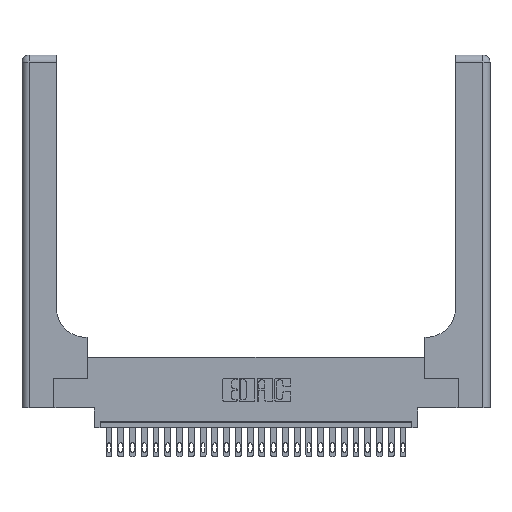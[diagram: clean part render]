
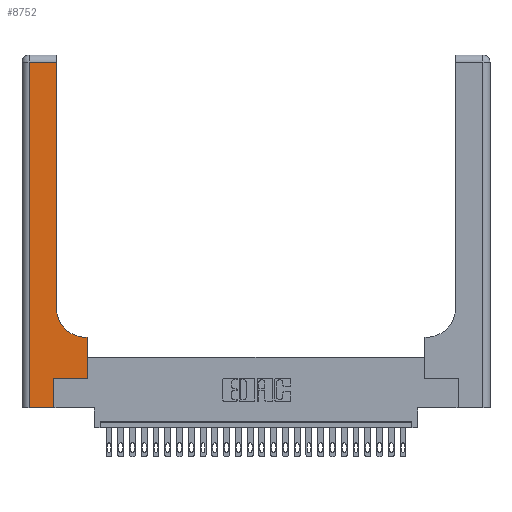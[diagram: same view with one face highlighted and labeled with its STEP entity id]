
A CAD part, top view. The second image highlights one B-rep face of the part: STEP entity #8752.
In plain terms, the highlighted planar face has unit normal (0, 0, 1).
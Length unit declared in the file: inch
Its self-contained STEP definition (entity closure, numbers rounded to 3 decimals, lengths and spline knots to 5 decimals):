
#86 = LINE ( 'NONE', #16053, #4996 ) ;
#173 = DIRECTION ( 'NONE',  ( -1., 0., 0. ) ) ;
#199 = LINE ( 'NONE', #14543, #26224 ) ;
#1242 = CARTESIAN_POINT ( 'NONE',  ( 0.06, 0., 0.37 ) ) ;
#2085 = CARTESIAN_POINT ( 'NONE',  ( 0.2915, 0.6, 0.37 ) ) ;
#2708 = EDGE_CURVE ( 'NONE', #13903, #9212, #4540, .T. ) ;
#2716 = EDGE_LOOP ( 'NONE', ( #14471, #18081, #7548, #8191, #25334, #15373, #8358, #22670, #16550 ) ) ;
#2838 = VECTOR ( 'NONE', #16685, 39.37008 ) ;
#2854 = LINE ( 'NONE', #5901, #22347 ) ;
#3044 = CARTESIAN_POINT ( 'NONE',  ( 0.269, 0., 0.37 ) ) ;
#4154 = DIRECTION ( 'NONE',  ( 0., 1., 0. ) ) ;
#4475 = PLANE ( 'NONE',  #13364 ) ;
#4540 = CIRCLE ( 'NONE', #25108, 0.25 ) ;
#4996 = VECTOR ( 'NONE', #16236, 39.37008 ) ;
#5901 = CARTESIAN_POINT ( 'NONE',  ( 0.06, 3., 0.37 ) ) ;
#6170 = DIRECTION ( 'NONE',  ( 0., 1., 0. ) ) ;
#6500 = CARTESIAN_POINT ( 'NONE',  ( 0.2915, 3., 0.37 ) ) ;
#7368 = EDGE_CURVE ( 'NONE', #12105, #17051, #8557, .T. ) ;
#7548 = ORIENTED_EDGE ( 'NONE', *, *, #12247, .T. ) ;
#7979 = DIRECTION ( 'NONE',  ( -1., 0., 0. ) ) ;
#8191 = ORIENTED_EDGE ( 'NONE', *, *, #23574, .T. ) ;
#8358 = ORIENTED_EDGE ( 'NONE', *, *, #7368, .T. ) ;
#8557 = LINE ( 'NONE', #23018, #9840 ) ;
#8752 = ADVANCED_FACE ( 'NONE', ( #17606 ), #4475, .F. ) ;
#8976 = DIRECTION ( 'NONE',  ( 0., 0., -1. ) ) ;
#9212 = VERTEX_POINT ( 'NONE', #10575 ) ;
#9840 = VECTOR ( 'NONE', #6170, 39.37008 ) ;
#9962 = EDGE_CURVE ( 'NONE', #18397, #12105, #23159, .T. ) ;
#10327 = CARTESIAN_POINT ( 'NONE',  ( 0.2915, 2.94, 0.37 ) ) ;
#10422 = DIRECTION ( 'NONE',  ( 1., 0., 0. ) ) ;
#10575 = CARTESIAN_POINT ( 'NONE',  ( 0.2915, 0.85, 0.37 ) ) ;
#11109 = CARTESIAN_POINT ( 'NONE',  ( 0.5415, 0.6, 0.37 ) ) ;
#11689 = CARTESIAN_POINT ( 'NONE',  ( 0.5585, 0.6, 0.37 ) ) ;
#11919 = EDGE_CURVE ( 'NONE', #9212, #12635, #25332, .T. ) ;
#12003 = CARTESIAN_POINT ( 'NONE',  ( 0., 2.94, 0.37 ) ) ;
#12021 = CARTESIAN_POINT ( 'NONE',  ( 0.269, 0.25, 0.37 ) ) ;
#12105 = VERTEX_POINT ( 'NONE', #19955 ) ;
#12247 = EDGE_CURVE ( 'NONE', #16779, #14834, #2854, .T. ) ;
#12635 = VERTEX_POINT ( 'NONE', #10327 ) ;
#12987 = CARTESIAN_POINT ( 'NONE',  ( 0.06, 2.94, 0.37 ) ) ;
#13364 = AXIS2_PLACEMENT_3D ( 'NONE', #19075, #21142, #173 ) ;
#13794 = EDGE_CURVE ( 'NONE', #12635, #16779, #21345, .T. ) ;
#13903 = VERTEX_POINT ( 'NONE', #11109 ) ;
#14471 = ORIENTED_EDGE ( 'NONE', *, *, #11919, .T. ) ;
#14543 = CARTESIAN_POINT ( 'NONE',  ( 0.269, 0., 0.37 ) ) ;
#14834 = VERTEX_POINT ( 'NONE', #1242 ) ;
#15373 = ORIENTED_EDGE ( 'NONE', *, *, #9962, .T. ) ;
#16053 = CARTESIAN_POINT ( 'NONE',  ( 0., 0., 0.37 ) ) ;
#16132 = DIRECTION ( 'NONE',  ( 1., 0., 0. ) ) ;
#16236 = DIRECTION ( 'NONE',  ( 1., 0., 0. ) ) ;
#16290 = DIRECTION ( 'NONE',  ( 0., -1., 0. ) ) ;
#16457 = VECTOR ( 'NONE', #7979, 39.37008 ) ;
#16550 = ORIENTED_EDGE ( 'NONE', *, *, #2708, .T. ) ;
#16685 = DIRECTION ( 'NONE',  ( -1., 0., 0. ) ) ;
#16779 = VERTEX_POINT ( 'NONE', #12987 ) ;
#17051 = VERTEX_POINT ( 'NONE', #11689 ) ;
#17606 = FACE_OUTER_BOUND ( 'NONE', #2716, .T. ) ;
#18081 = ORIENTED_EDGE ( 'NONE', *, *, #13794, .T. ) ;
#18397 = VERTEX_POINT ( 'NONE', #12021 ) ;
#18476 = EDGE_CURVE ( 'NONE', #25835, #18397, #199, .T. ) ;
#19075 = CARTESIAN_POINT ( 'NONE',  ( 0., 3., 0.37 ) ) ;
#19955 = CARTESIAN_POINT ( 'NONE',  ( 0.5585, 0.25, 0.37 ) ) ;
#21103 = LINE ( 'NONE', #2085, #2838 ) ;
#21142 = DIRECTION ( 'NONE',  ( 0., 0., -1. ) ) ;
#21345 = LINE ( 'NONE', #12003, #16457 ) ;
#21435 = CARTESIAN_POINT ( 'NONE',  ( 0.5415, 0.85, 0.37 ) ) ;
#22347 = VECTOR ( 'NONE', #16290, 39.37008 ) ;
#22670 = ORIENTED_EDGE ( 'NONE', *, *, #26667, .T. ) ;
#22697 = VECTOR ( 'NONE', #23225, 39.37008 ) ;
#23018 = CARTESIAN_POINT ( 'NONE',  ( 0.5585, 0.25, 0.37 ) ) ;
#23159 = LINE ( 'NONE', #24406, #26691 ) ;
#23225 = DIRECTION ( 'NONE',  ( 0., 1., 0. ) ) ;
#23574 = EDGE_CURVE ( 'NONE', #14834, #25835, #86, .T. ) ;
#24406 = CARTESIAN_POINT ( 'NONE',  ( 0.269, 0.25, 0.37 ) ) ;
#25108 = AXIS2_PLACEMENT_3D ( 'NONE', #21435, #8976, #10422 ) ;
#25332 = LINE ( 'NONE', #6500, #22697 ) ;
#25334 = ORIENTED_EDGE ( 'NONE', *, *, #18476, .T. ) ;
#25835 = VERTEX_POINT ( 'NONE', #3044 ) ;
#26224 = VECTOR ( 'NONE', #4154, 39.37008 ) ;
#26667 = EDGE_CURVE ( 'NONE', #17051, #13903, #21103, .T. ) ;
#26691 = VECTOR ( 'NONE', #16132, 39.37008 ) ;
